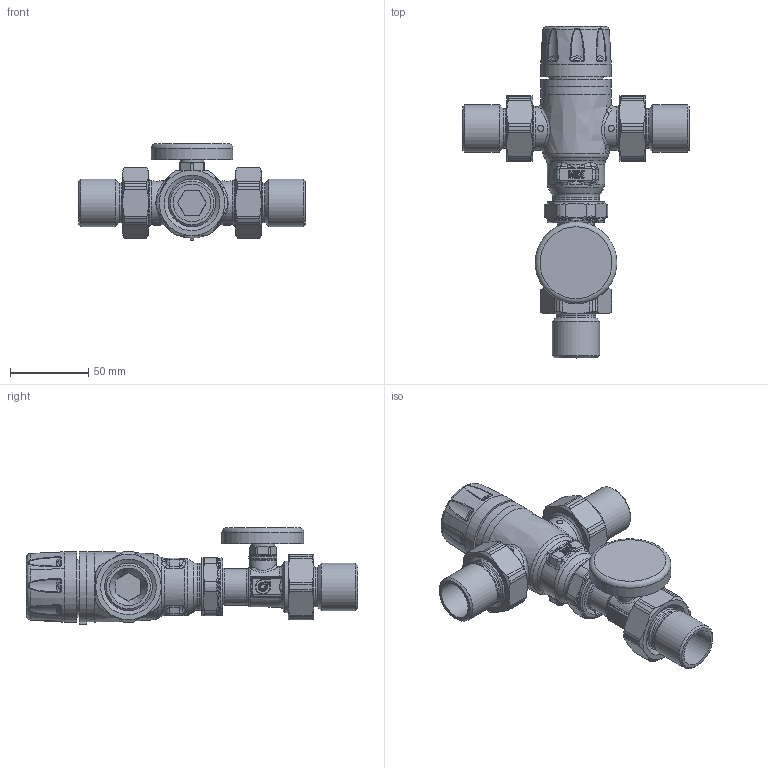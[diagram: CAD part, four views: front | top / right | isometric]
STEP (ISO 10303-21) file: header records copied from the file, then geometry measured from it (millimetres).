
FILE_DESCRIPTION(/* description */ (''),/* implementation_level */ '2;1');
FILE_NAME(/* name */ '521610A_Simplify_1.stp',/* time_stamp */ '2025-08-01T13:41:10-05:00',/* author */ ('ischreiner'),/* organization */ (''),/* preprocessor_version */ 'ST-DEVELOPER v20',/* originating_system */ 'Autodesk Inventor 2025',/* authorisation */ '');
FILE_SCHEMA (('AUTOMOTIVE_DESIGN { 1 0 10303 214 3 1 1 }'));
Products named in the file (1): 521610A_Simplify_1
Bounding box: 145.14 x 212.42 x 61.9 mm (x, y, z)
Volume: 316722.2 mm3; surface area: 77244.8 mm2
Topology: 8 solids, 8 shells, 1842 faces, 4319 edges, 2375 vertices
Faces by surface type: bspline 639, cylinder 546, plane 336, cone 130, sphere 106, torus 85
Full cylindrical faces by diameter (mm): 2 x1, 4 x2, 8 x1, 9 x1, 15.24 x1, 15.875 x1, 17 x1, 18 x1, 23.5 x1, 24 x1, 24.13 x3, 25.4 x3, 27.94 x3, 28 x2, 29.6 x1, 30 x1, 30.048 x3, 30.3 x3, 30.48 x6, 30.5 x1, 31 x1, 33.1 x4, 37 x2, 45 x2, 52.324 x1
Entity records: 98811 total; most frequent: CARTESIAN_POINT 58957, ORIENTED_EDGE 8316, DIRECTION 7313, EDGE_CURVE 4158, AXIS2_PLACEMENT_3D 3031, VERTEX_POINT 2375, EDGE_LOOP 1895, STYLED_ITEM 1850
